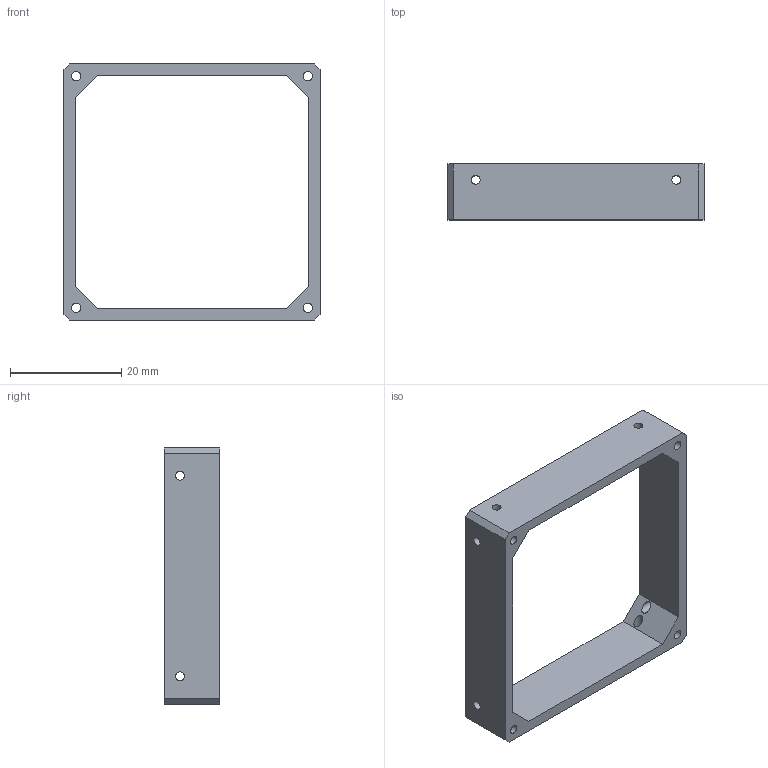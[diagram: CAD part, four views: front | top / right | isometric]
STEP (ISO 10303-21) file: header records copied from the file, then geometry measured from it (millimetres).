
FILE_DESCRIPTION(/* description */ (''),/* implementation_level */ '2;1');
FILE_NAME(/* name */ 'stucture lower fossasat v4.step',/* time_stamp */ '2019-10-28T00:44:52+01:00',/* author */ (''),/* organization */ (''),/* preprocessor_version */ 'ST-DEVELOPER v18',/* originating_system */ 'Autodesk Translation Framework v8.6.0.1094',/* authorisation */ '');
FILE_SCHEMA (('AUTOMOTIVE_DESIGN { 1 0 10303 214 3 1 1 }'));
Length unit declared in the file: millimetre
Products named in the file (1): stucture lower fossasat
Bounding box: 46 x 10 x 46 mm (x, y, z)
Volume: 3691.3 mm3; surface area: 4433.6 mm2
Topology: 1 solids, 1 shells, 31 faces, 87 edges, 58 vertices
Faces by surface type: plane 19, cylinder 12
Full cylindrical faces by diameter (mm): 1.6 x12
Entity records: 1090 total; most frequent: CARTESIAN_POINT 177, DIRECTION 175, ORIENTED_EDGE 174, EDGE_CURVE 87, LINE 63, VECTOR 63, VERTEX_POINT 58, EDGE_LOOP 57
